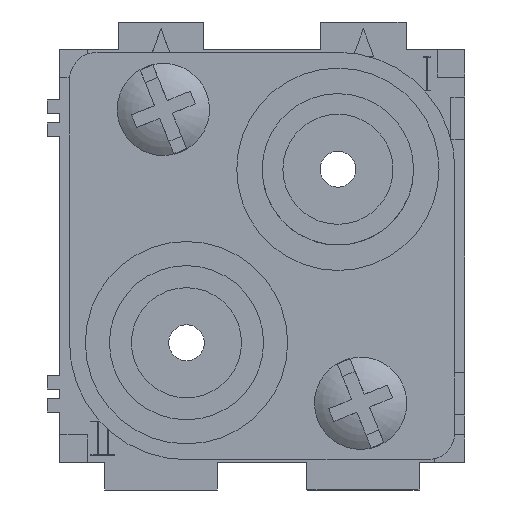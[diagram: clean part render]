
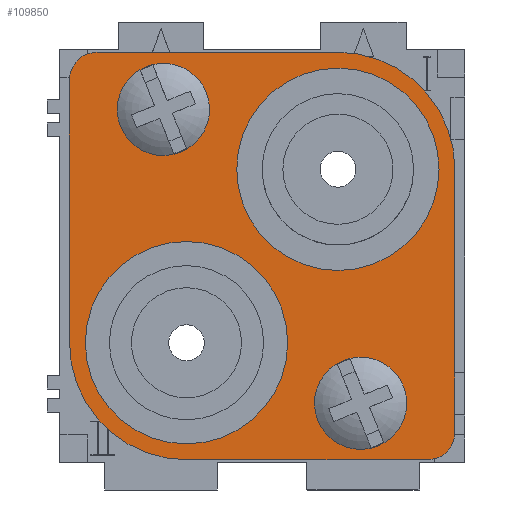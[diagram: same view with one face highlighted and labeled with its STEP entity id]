
A CAD part, front view. The second image highlights one B-rep face of the part: STEP entity #109850.
In plain terms, the highlighted face is planar.
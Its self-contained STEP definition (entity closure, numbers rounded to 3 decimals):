
#83710=CARTESIAN_POINT('',(27.348,88.057,-10.7)
);
#83720=VERTEX_POINT('',#83710);
#83750=CARTESIAN_POINT('',(35.848,88.057,-10.7)
);
#83760=DIRECTION('',(0.,1.,0.));
#83770=DIRECTION('',(0.,0.,-1.));
#83780=AXIS2_PLACEMENT_3D('',#83750,#83760,#83770);
#83790=CIRCLE('',#83780,8.5);
#83800=CARTESIAN_POINT('',(35.848,88.057,-2.2)
);
#83810=VERTEX_POINT('',#83800);
#83820=EDGE_CURVE('',#83720,#83810,#83790,.T.);
#84140=CARTESIAN_POINT('',(49.135,88.057,
-2.2));
#84150=DIRECTION('',(-1.,0.,0.));
#84160=VECTOR('',#84150,1.);
#84170=LINE('',#84140,#84160);
#84180=CARTESIAN_POINT('',(53.348,88.057,
-2.2));
#84190=VERTEX_POINT('',#84180);
#84200=EDGE_CURVE('',#84190,#83810,#84170,.T.);
#87100=CARTESIAN_POINT('',(47.274,88.057,
-9.457));
#87110=VERTEX_POINT('',#87100);
#87290=CARTESIAN_POINT('',(49.779,88.057,
-3.243));
#87300=VERTEX_POINT('',#87290);
#87330=CARTESIAN_POINT('',(48.527,88.057,
-6.35));
#87340=DIRECTION('',(0.,-1.,0.));
#87350=DIRECTION('',(-0.374,0.,
-0.927));
#87360=AXIS2_PLACEMENT_3D('',#87330,#87340,#87350);
#87370=CIRCLE('',#87360,3.35);
#87380=EDGE_CURVE('',#87300,#87110,#87370,.T.);
#97520=CARTESIAN_POINT('',(53.348,88.057,
-4.2));
#97530=DIRECTION('',(0.,1.,0.));
#97540=DIRECTION('',(0.,0.,-1.));
#97550=AXIS2_PLACEMENT_3D('',#97520,#97530,#97540);
#97560=CIRCLE('',#97550,2.);
#97570=CARTESIAN_POINT('',(55.348,88.057,
-4.2));
#97580=VERTEX_POINT('',#97570);
#97590=EDGE_CURVE('',#84190,#97580,#97560,.T.);
#98070=CARTESIAN_POINT('',(55.348,88.057,-23.3));
#98080=VERTEX_POINT('',#98070);
#98110=CARTESIAN_POINT('',(46.848,88.057,-23.3));
#98120=DIRECTION('',(0.,1.,0.));
#98130=DIRECTION('',(0.,0.,-1.));
#98140=AXIS2_PLACEMENT_3D('',#98110,#98120,#98130);
#98150=CIRCLE('',#98140,8.5);
#98160=CARTESIAN_POINT('',(46.848,88.057,-31.8));
#98170=VERTEX_POINT('',#98160);
#98180=EDGE_CURVE('',#98080,#98170,#98150,.T.);
#98450=CARTESIAN_POINT('',(32.945,88.057,
-30.807));
#98460=VERTEX_POINT('',#98450);
#98640=CARTESIAN_POINT('',(35.45,88.057,
-24.593));
#98650=VERTEX_POINT('',#98640);
#98680=CARTESIAN_POINT('',(34.198,88.057,-27.7));
#98690=DIRECTION('',(0.,-1.,0.));
#98700=DIRECTION('',(-0.374,0.,
-0.927));
#98710=AXIS2_PLACEMENT_3D('',#98680,#98690,#98700);
#98720=CIRCLE('',#98710,3.35);
#98730=EDGE_CURVE('',#98650,#98460,#98720,.T.);
#108850=CARTESIAN_POINT('',(46.848,88.057,
-30.65));
#108860=VERTEX_POINT('',#108850);
#108940=CARTESIAN_POINT('',(46.848,88.057,
-15.95));
#108950=VERTEX_POINT('',#108940);
#108980=CARTESIAN_POINT('',(46.848,88.057,
-23.3));
#108990=DIRECTION('',(0.,1.,0.));
#109000=DIRECTION('',(0.,0.,1.));
#109010=AXIS2_PLACEMENT_3D('',#108980,#108990,#109000);
#109020=CIRCLE('',#109010,7.35);
#109030=EDGE_CURVE('',#108860,#108950,#109020,.T.);
#109150=CARTESIAN_POINT('',(43.448,88.057,
-2.2));
#109160=DIRECTION('',(0.,-1.,0.));
#109170=DIRECTION('',(0.,0.,-1.));
#109180=AXIS2_PLACEMENT_3D('',#109150,#109160,#109170);
#109190=PLANE('',#109180);
#109200=CARTESIAN_POINT('',(35.848,88.057,-10.7));
#109210=DIRECTION('',(0.,1.,0.));
#109220=DIRECTION('',(0.,0.,1.));
#109230=AXIS2_PLACEMENT_3D('',#109200,#109210,#109220);
#109240=CIRCLE('',#109230,7.35);
#109250=CARTESIAN_POINT('',(35.848,88.057,-3.35
));
#109260=VERTEX_POINT('',#109250);
#109270=CARTESIAN_POINT('',(35.848,88.057,-18.05));
#109280=VERTEX_POINT('',#109270);
#109290=EDGE_CURVE('',#109260,#109280,#109240,.T.);
#109300=ORIENTED_EDGE('',*,*,#109290,.F.);
#109310=EDGE_CURVE('',#109280,#109260,#109240,.T.);
#109320=ORIENTED_EDGE('',*,*,#109310,.F.);
#109330=EDGE_LOOP('',(#109320,#109300));
#109340=FACE_BOUND('',#109330,.T.);
#109350=EDGE_CURVE('',#108950,#108860,#109020,.T.);
#109360=ORIENTED_EDGE('',*,*,#109350,.F.);
#109370=ORIENTED_EDGE('',*,*,#109030,.F.);
#109380=EDGE_LOOP('',(#109370,#109360));
#109390=FACE_BOUND('',#109380,.T.);
#109400=EDGE_CURVE('',#98460,#98650,#98720,.T.);
#109410=ORIENTED_EDGE('',*,*,#109400,.T.);
#109420=ORIENTED_EDGE('',*,*,#98730,.T.);
#109430=EDGE_LOOP('',(#109420,#109410));
#109440=FACE_BOUND('',#109430,.T.);
#109450=EDGE_CURVE('',#87110,#87300,#87370,.T.);
#109460=ORIENTED_EDGE('',*,*,#109450,.T.);
#109470=ORIENTED_EDGE('',*,*,#87380,.T.);
#109480=EDGE_LOOP('',(#109470,#109460));
#109490=FACE_BOUND('',#109480,.T.);
#109500=ORIENTED_EDGE('',*,*,#83820,.T.);
#109510=CARTESIAN_POINT('',(27.348,88.057,-31.942
));
#109520=DIRECTION('',(0.,0.,-1.));
#109530=VECTOR('',#109520,1.);
#109540=LINE('',#109510,#109530);
#109550=CARTESIAN_POINT('',(27.348,88.057,-29.8));
#109560=VERTEX_POINT('',#109550);
#109570=EDGE_CURVE('',#83720,#109560,#109540,.T.);
#109580=ORIENTED_EDGE('',*,*,#109570,.F.);
#109590=CARTESIAN_POINT('',(29.348,88.057,-29.8));
#109600=DIRECTION('',(0.,1.,0.));
#109610=DIRECTION('',(0.,0.,-1.));
#109620=AXIS2_PLACEMENT_3D('',#109590,#109600,#109610);
#109630=CIRCLE('',#109620,2.);
#109640=CARTESIAN_POINT('',(29.348,88.057,-31.8));
#109650=VERTEX_POINT('',#109640);
#109660=EDGE_CURVE('',#109650,#109560,#109630,.T.);
#109670=ORIENTED_EDGE('',*,*,#109660,.T.);
#109680=CARTESIAN_POINT('',(49.135,88.057,-31.8));
#109690=DIRECTION('',(1.,0.,0.));
#109700=VECTOR('',#109690,1.);
#109710=LINE('',#109680,#109700);
#109720=EDGE_CURVE('',#109650,#98170,#109710,.T.);
#109730=ORIENTED_EDGE('',*,*,#109720,.F.);
#109740=ORIENTED_EDGE('',*,*,#98180,.T.);
#109750=CARTESIAN_POINT('',(55.348,88.057,
-31.942));
#109760=DIRECTION('',(0.,0.,1.));
#109770=VECTOR('',#109760,1.);
#109780=LINE('',#109750,#109770);
#109790=EDGE_CURVE('',#98080,#97580,#109780,.T.);
#109800=ORIENTED_EDGE('',*,*,#109790,.F.);
#109810=ORIENTED_EDGE('',*,*,#97590,.T.);
#109820=ORIENTED_EDGE('',*,*,#84200,.F.);
#109830=EDGE_LOOP('',(#109820,#109810,#109800,#109740,#109730,#109670,
#109580,#109500));
#109840=FACE_OUTER_BOUND('',#109830,.T.);
#109850=ADVANCED_FACE('',(#109340,#109390,#109440,#109490,#109840),
#109190,.F.);
